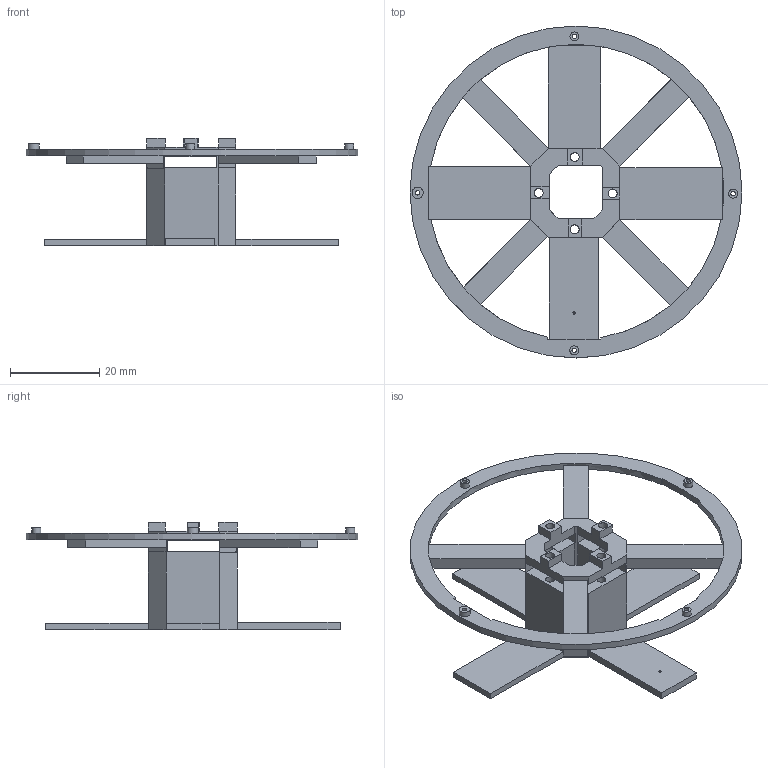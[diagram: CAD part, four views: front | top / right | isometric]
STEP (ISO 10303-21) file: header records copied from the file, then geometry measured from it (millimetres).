
FILE_DESCRIPTION(/* description */ (''),/* implementation_level */ '2;1');
FILE_NAME(/* name */ 'Body v1.step',/* time_stamp */ '2020-02-03T21:32:00+05:00',/* author */ (''),/* organization */ (''),/* preprocessor_version */ 'ST-DEVELOPER v18',/* originating_system */ 'Autodesk Translation Framework v8.12.0.6',/* authorisation */ '');
FILE_SCHEMA (('AUTOMOTIVE_DESIGN { 1 0 10303 214 3 1 1 }'));
Length unit declared in the file: millimetre
Products named in the file (1): Body
Bounding box: 74.41 x 74.41 x 24 mm (x, y, z)
Volume: 8717 mm3; surface area: 10202.3 mm2
Topology: 1 solids, 1 shells, 152 faces, 478 edges, 320 vertices
Faces by surface type: plane 126, cylinder 26
Full cylindrical faces by diameter (mm): 0.5 x1, 1 x4, 2 x13, 2.5 x1, 74.413 x1
Entity records: 5495 total; most frequent: CARTESIAN_POINT 974, ORIENTED_EDGE 972, DIRECTION 872, EDGE_CURVE 486, LINE 406, VECTOR 406, VERTEX_POINT 335, AXIS2_PLACEMENT_3D 233
